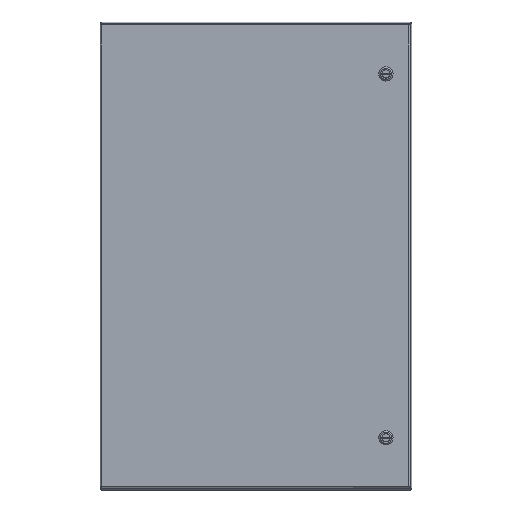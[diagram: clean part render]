
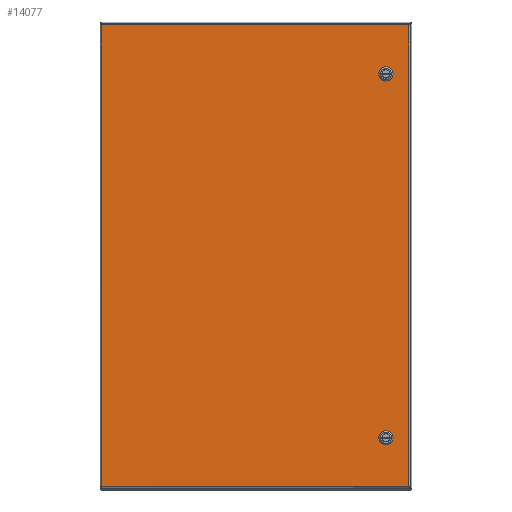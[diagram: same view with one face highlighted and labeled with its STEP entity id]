
A CAD part, top view. The second image highlights one B-rep face of the part: STEP entity #14077.
In plain terms, the highlighted face is planar.
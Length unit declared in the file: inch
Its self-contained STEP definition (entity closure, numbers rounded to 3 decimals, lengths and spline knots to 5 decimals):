
#487=FACE_BOUND('',#3044,.T.);
#488=FACE_BOUND('',#3045,.T.);
#701=CIRCLE('',#14915,0.453);
#703=CIRCLE('',#14919,0.453);
#705=CIRCLE('',#14923,0.453);
#707=CIRCLE('',#14927,0.453);
#709=CIRCLE('',#14931,0.453);
#711=CIRCLE('',#14935,0.453);
#713=CIRCLE('',#14939,0.453);
#715=CIRCLE('',#14943,0.453);
#1317=PLANE('',#14985);
#2118=FACE_OUTER_BOUND('',#3043,.T.);
#3043=EDGE_LOOP('',(#10380,#10381,#10382,#10383));
#3044=EDGE_LOOP('',(#10384,#10385,#10386,#10387,#10388,#10389,#10390,#10391));
#3045=EDGE_LOOP('',(#10392,#10393,#10394,#10395,#10396,#10397,#10398,#10399));
#4085=LINE('',#22715,#5167);
#4089=LINE('',#22727,#5171);
#4093=LINE('',#22739,#5175);
#4097=LINE('',#22749,#5179);
#4101=LINE('',#22763,#5183);
#4105=LINE('',#22775,#5187);
#4109=LINE('',#22787,#5191);
#4113=LINE('',#22797,#5195);
#4161=LINE('',#22903,#5243);
#4167=LINE('',#22985,#5249);
#4182=LINE('',#23085,#5264);
#4197=LINE('',#23184,#5279);
#5167=VECTOR('',#16728,0.42525);
#5171=VECTOR('',#16740,0.42525);
#5175=VECTOR('',#16752,0.42525);
#5179=VECTOR('',#16764,0.42525);
#5183=VECTOR('',#16776,0.42525);
#5187=VECTOR('',#16788,0.42525);
#5191=VECTOR('',#16800,0.42525);
#5195=VECTOR('',#16812,0.42525);
#5243=VECTOR('',#16894,35.5395);
#5249=VECTOR('',#16906,23.6645);
#5264=VECTOR('',#16935,35.5395);
#5279=VECTOR('',#16964,23.6645);
#6318=VERTEX_POINT('',#22706);
#6319=VERTEX_POINT('',#22708);
#6321=VERTEX_POINT('',#22714);
#6323=VERTEX_POINT('',#22720);
#6325=VERTEX_POINT('',#22726);
#6327=VERTEX_POINT('',#22732);
#6329=VERTEX_POINT('',#22738);
#6331=VERTEX_POINT('',#22744);
#6334=VERTEX_POINT('',#22754);
#6335=VERTEX_POINT('',#22756);
#6337=VERTEX_POINT('',#22762);
#6339=VERTEX_POINT('',#22768);
#6341=VERTEX_POINT('',#22774);
#6343=VERTEX_POINT('',#22780);
#6345=VERTEX_POINT('',#22786);
#6347=VERTEX_POINT('',#22792);
#6380=VERTEX_POINT('',#22894);
#6381=VERTEX_POINT('',#22902);
#6386=VERTEX_POINT('',#22977);
#6396=VERTEX_POINT('',#23077);
#7749=EDGE_CURVE('',#6319,#6318,#701,.T.);
#7752=EDGE_CURVE('',#6321,#6319,#4085,.T.);
#7755=EDGE_CURVE('',#6323,#6321,#703,.T.);
#7758=EDGE_CURVE('',#6325,#6323,#4089,.T.);
#7761=EDGE_CURVE('',#6327,#6325,#705,.T.);
#7764=EDGE_CURVE('',#6329,#6327,#4093,.T.);
#7767=EDGE_CURVE('',#6331,#6329,#707,.T.);
#7770=EDGE_CURVE('',#6318,#6331,#4097,.T.);
#7773=EDGE_CURVE('',#6335,#6334,#709,.T.);
#7776=EDGE_CURVE('',#6337,#6335,#4101,.T.);
#7779=EDGE_CURVE('',#6339,#6337,#711,.T.);
#7782=EDGE_CURVE('',#6341,#6339,#4105,.T.);
#7785=EDGE_CURVE('',#6343,#6341,#713,.T.);
#7788=EDGE_CURVE('',#6345,#6343,#4109,.T.);
#7791=EDGE_CURVE('',#6347,#6345,#715,.T.);
#7794=EDGE_CURVE('',#6334,#6347,#4113,.T.);
#7843=EDGE_CURVE('',#6381,#6380,#4161,.T.);
#7853=EDGE_CURVE('',#6380,#6386,#4167,.T.);
#7872=EDGE_CURVE('',#6386,#6396,#4182,.T.);
#7891=EDGE_CURVE('',#6396,#6381,#4197,.T.);
#10380=ORIENTED_EDGE('',*,*,#7843,.T.);
#10381=ORIENTED_EDGE('',*,*,#7853,.T.);
#10382=ORIENTED_EDGE('',*,*,#7872,.T.);
#10383=ORIENTED_EDGE('',*,*,#7891,.T.);
#10384=ORIENTED_EDGE('',*,*,#7749,.T.);
#10385=ORIENTED_EDGE('',*,*,#7770,.T.);
#10386=ORIENTED_EDGE('',*,*,#7767,.T.);
#10387=ORIENTED_EDGE('',*,*,#7764,.T.);
#10388=ORIENTED_EDGE('',*,*,#7761,.T.);
#10389=ORIENTED_EDGE('',*,*,#7758,.T.);
#10390=ORIENTED_EDGE('',*,*,#7755,.T.);
#10391=ORIENTED_EDGE('',*,*,#7752,.T.);
#10392=ORIENTED_EDGE('',*,*,#7773,.T.);
#10393=ORIENTED_EDGE('',*,*,#7794,.T.);
#10394=ORIENTED_EDGE('',*,*,#7791,.T.);
#10395=ORIENTED_EDGE('',*,*,#7788,.T.);
#10396=ORIENTED_EDGE('',*,*,#7785,.T.);
#10397=ORIENTED_EDGE('',*,*,#7782,.T.);
#10398=ORIENTED_EDGE('',*,*,#7779,.T.);
#10399=ORIENTED_EDGE('',*,*,#7776,.T.);
#14077=ADVANCED_FACE('',(#2118,#487,#488),#1317,.F.);
#14915=AXIS2_PLACEMENT_3D('',#22709,#16722,#16723);
#14919=AXIS2_PLACEMENT_3D('',#22721,#16734,#16735);
#14923=AXIS2_PLACEMENT_3D('',#22733,#16746,#16747);
#14927=AXIS2_PLACEMENT_3D('',#22745,#16758,#16759);
#14931=AXIS2_PLACEMENT_3D('',#22757,#16770,#16771);
#14935=AXIS2_PLACEMENT_3D('',#22769,#16782,#16783);
#14939=AXIS2_PLACEMENT_3D('',#22781,#16794,#16795);
#14943=AXIS2_PLACEMENT_3D('',#22793,#16806,#16807);
#14985=AXIS2_PLACEMENT_3D('',#23270,#16989,#16990);
#16722=DIRECTION('center_axis',(0.,0.,1.));
#16723=DIRECTION('ref_axis',(-0.469,-0.883,0.));
#16728=DIRECTION('',(0.,1.,0.));
#16734=DIRECTION('center_axis',(0.,0.,1.));
#16735=DIRECTION('ref_axis',(-0.883,0.469,0.));
#16740=DIRECTION('',(1.,0.,0.));
#16746=DIRECTION('center_axis',(0.,0.,1.));
#16747=DIRECTION('ref_axis',(0.469,0.883,0.));
#16752=DIRECTION('',(0.,-1.,0.));
#16758=DIRECTION('center_axis',(0.,0.,1.));
#16759=DIRECTION('ref_axis',(0.883,-0.469,0.));
#16764=DIRECTION('',(-1.,0.,0.));
#16770=DIRECTION('center_axis',(0.,0.,1.));
#16771=DIRECTION('ref_axis',(-0.469,-0.883,0.));
#16776=DIRECTION('',(0.,1.,0.));
#16782=DIRECTION('center_axis',(0.,0.,1.));
#16783=DIRECTION('ref_axis',(-0.883,0.469,0.));
#16788=DIRECTION('',(1.,0.,0.));
#16794=DIRECTION('center_axis',(0.,0.,1.));
#16795=DIRECTION('ref_axis',(0.469,0.883,0.));
#16800=DIRECTION('',(0.,-1.,0.));
#16806=DIRECTION('center_axis',(0.,0.,1.));
#16807=DIRECTION('ref_axis',(0.883,-0.469,0.));
#16812=DIRECTION('',(-1.,0.,0.));
#16894=DIRECTION('',(0.,-1.,0.));
#16906=DIRECTION('',(-1.,0.,0.));
#16935=DIRECTION('',(0.,1.,0.));
#16964=DIRECTION('',(1.,0.,0.));
#16989=DIRECTION('center_axis',(0.,0.,1.));
#16990=DIRECTION('ref_axis',(1.,0.,0.));
#22706=CARTESIAN_POINT('',(2.08762,4.275,0.));
#22708=CARTESIAN_POINT('',(2.275,4.08762,0.));
#22709=CARTESIAN_POINT('Origin',(1.875,3.875,0.));
#22714=CARTESIAN_POINT('',(2.275,3.66238,0.));
#22715=CARTESIAN_POINT('',(2.275,10.98131,0.));
#22720=CARTESIAN_POINT('',(2.08762,3.475,0.));
#22721=CARTESIAN_POINT('Origin',(1.875,3.875,0.));
#22726=CARTESIAN_POINT('',(1.66238,3.475,0.));
#22727=CARTESIAN_POINT('',(7.01256,3.475,0.));
#22732=CARTESIAN_POINT('',(1.475,3.66238,0.));
#22733=CARTESIAN_POINT('Origin',(1.875,3.875,0.));
#22738=CARTESIAN_POINT('',(1.475,4.08762,0.));
#22739=CARTESIAN_POINT('',(1.475,10.76869,0.));
#22744=CARTESIAN_POINT('',(1.66238,4.275,0.));
#22745=CARTESIAN_POINT('Origin',(1.875,3.875,0.));
#22749=CARTESIAN_POINT('',(6.79994,4.275,0.));
#22754=CARTESIAN_POINT('',(2.08762,32.275,0.));
#22756=CARTESIAN_POINT('',(2.275,32.08762,0.));
#22757=CARTESIAN_POINT('Origin',(1.875,31.875,0.));
#22762=CARTESIAN_POINT('',(2.275,31.66238,0.));
#22763=CARTESIAN_POINT('',(2.275,24.98131,0.));
#22768=CARTESIAN_POINT('',(2.08762,31.475,0.));
#22769=CARTESIAN_POINT('Origin',(1.875,31.875,0.));
#22774=CARTESIAN_POINT('',(1.66238,31.475,0.));
#22775=CARTESIAN_POINT('',(7.01256,31.475,0.));
#22780=CARTESIAN_POINT('',(1.475,31.66238,0.));
#22781=CARTESIAN_POINT('Origin',(1.875,31.875,0.));
#22786=CARTESIAN_POINT('',(1.475,32.08762,0.));
#22787=CARTESIAN_POINT('',(1.475,24.76869,0.));
#22792=CARTESIAN_POINT('',(1.66238,32.275,0.));
#22793=CARTESIAN_POINT('Origin',(1.875,31.875,0.));
#22797=CARTESIAN_POINT('',(6.79994,32.275,0.));
#22894=CARTESIAN_POINT('',(23.76975,0.10525,0.));
#22902=CARTESIAN_POINT('',(23.76975,35.64475,0.));
#22903=CARTESIAN_POINT('',(23.76975,26.75988,0.));
#22977=CARTESIAN_POINT('',(0.10525,0.10525,0.));
#22985=CARTESIAN_POINT('',(17.85363,0.10525,0.));
#23077=CARTESIAN_POINT('',(0.10525,35.64475,0.));
#23085=CARTESIAN_POINT('',(0.10525,8.99013,0.));
#23184=CARTESIAN_POINT('',(6.02137,35.64475,0.));
#23270=CARTESIAN_POINT('Origin',(11.9375,17.875,0.));
